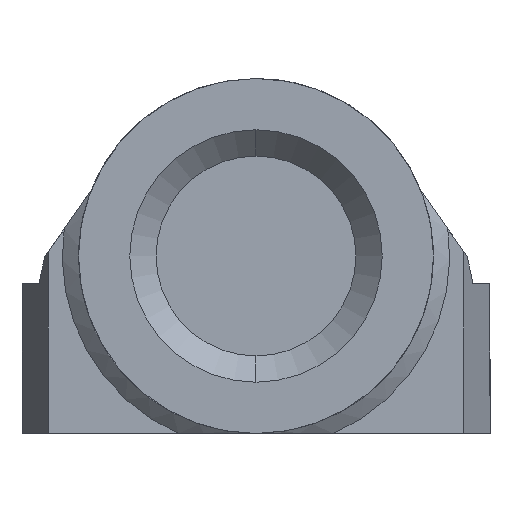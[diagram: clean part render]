
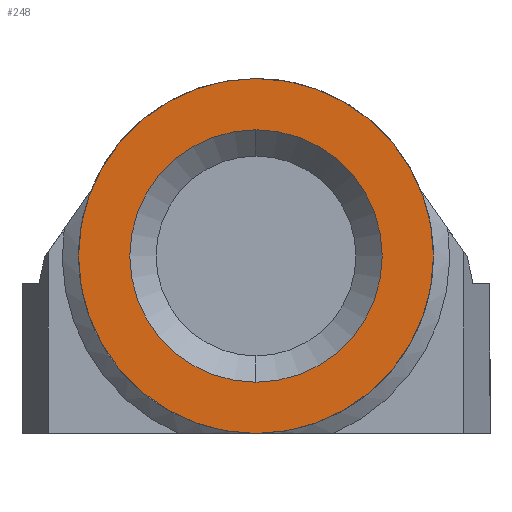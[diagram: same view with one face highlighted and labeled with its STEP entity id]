
A CAD part, left-side view. The second image highlights one B-rep face of the part: STEP entity #248.
In plain terms, the highlighted planar face has unit normal (-1, 0, 0).
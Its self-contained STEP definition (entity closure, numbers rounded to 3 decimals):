
#23 = ORIENTED_EDGE ( 'NONE', *, *, #200, .T. ) ;
#24 = EDGE_LOOP ( 'NONE', ( #107, #23 ) ) ;
#105 = ORIENTED_EDGE ( 'NONE', *, *, #224, .T. ) ;
#106 = ORIENTED_EDGE ( 'NONE', *, *, #171, .T. ) ;
#107 = ORIENTED_EDGE ( 'NONE', *, *, #180, .T. ) ;
#151 = VERTEX_POINT ( 'NONE', #428 ) ;
#152 = VERTEX_POINT ( 'NONE', #431 ) ;
#167 = AXIS2_PLACEMENT_3D ( 'NONE', #452, #453, #454 ) ;
#171 = EDGE_CURVE ( 'NONE', #152, #151, #853, .T. ) ;
#180 = EDGE_CURVE ( 'NONE', #265, #264, #840, .T. ) ;
#200 = EDGE_CURVE ( 'NONE', #264, #265, #533, .T. ) ;
#224 = EDGE_CURVE ( 'NONE', #151, #152, #564, .T. ) ;
#248 = ADVANCED_FACE ( 'NONE', ( #584, #592 ), #685, .T. ) ;
#264 = VERTEX_POINT ( 'NONE', #768 ) ;
#265 = VERTEX_POINT ( 'NONE', #769 ) ;
#296 = CARTESIAN_POINT ( 'NONE',  ( -36., 0., 6.75 ) ) ;
#298 = DIRECTION ( 'NONE',  ( -1., 0., 0. ) ) ;
#299 = DIRECTION ( 'NONE',  ( 0., 0., 1. ) ) ;
#358 = CARTESIAN_POINT ( 'NONE',  ( -36., 0., 6.75 ) ) ;
#365 = DIRECTION ( 'NONE',  ( 1., 0., 0. ) ) ;
#366 = DIRECTION ( 'NONE',  ( 0., 0., 1. ) ) ;
#428 = CARTESIAN_POINT ( 'NONE',  ( -36., 0., 1.95 ) ) ;
#431 = CARTESIAN_POINT ( 'NONE',  ( -36., 0., 11.55 ) ) ;
#452 = CARTESIAN_POINT ( 'NONE',  ( -36., 0., 6.75 ) ) ;
#453 = DIRECTION ( 'NONE',  ( 1., 0., 0. ) ) ;
#454 = DIRECTION ( 'NONE',  ( 0., 0., 1. ) ) ;
#490 = CARTESIAN_POINT ( 'NONE',  ( -36., 0., 6.75 ) ) ;
#491 = DIRECTION ( 'NONE',  ( -1., 0., 0. ) ) ;
#492 = DIRECTION ( 'NONE',  ( 0., 0., 1. ) ) ;
#533 = CIRCLE ( 'NONE', #868, 6.75 ) ;
#564 = CIRCLE ( 'NONE', #867, 4.8 ) ;
#584 = FACE_BOUND ( 'NONE', #805, .T. ) ;
#592 = FACE_OUTER_BOUND ( 'NONE', #24, .T. ) ;
#684 = CARTESIAN_POINT ( 'NONE',  ( -36., 0., 6.75 ) ) ;
#685 = PLANE ( 'NONE',  #707 ) ;
#687 = DIRECTION ( 'NONE',  ( -1., 0., 0. ) ) ;
#688 = DIRECTION ( 'NONE',  ( 0., 0., 1. ) ) ;
#707 = AXIS2_PLACEMENT_3D ( 'NONE', #684, #687, #688 ) ;
#768 = CARTESIAN_POINT ( 'NONE',  ( -36., 0., 0. ) ) ;
#769 = CARTESIAN_POINT ( 'NONE',  ( -36., 0., 13.5 ) ) ;
#805 = EDGE_LOOP ( 'NONE', ( #106, #105 ) ) ;
#840 = CIRCLE ( 'NONE', #871, 6.75 ) ;
#853 = CIRCLE ( 'NONE', #167, 4.8 ) ;
#867 = AXIS2_PLACEMENT_3D ( 'NONE', #358, #365, #366 ) ;
#868 = AXIS2_PLACEMENT_3D ( 'NONE', #296, #298, #299 ) ;
#871 = AXIS2_PLACEMENT_3D ( 'NONE', #490, #491, #492 ) ;
